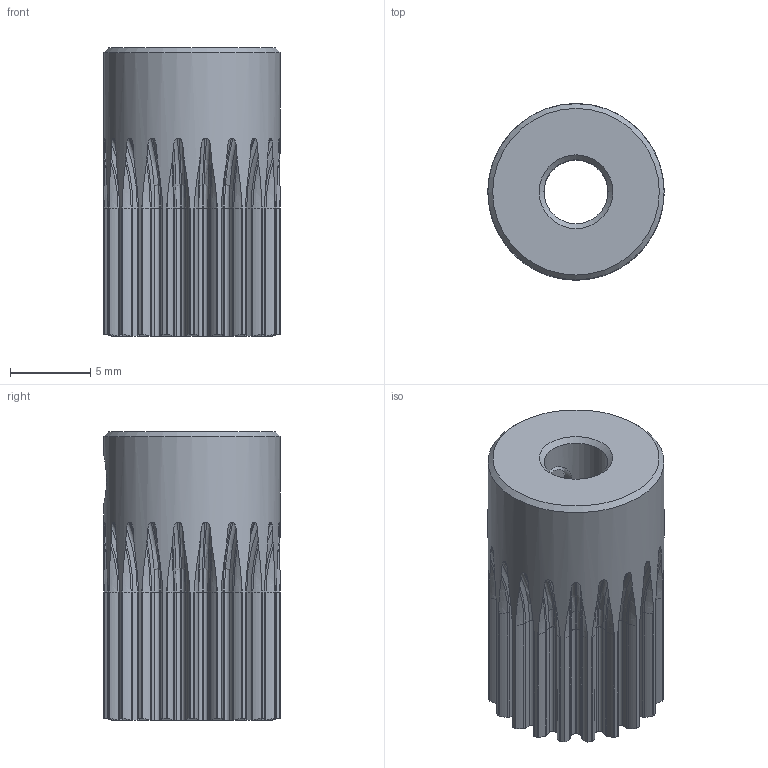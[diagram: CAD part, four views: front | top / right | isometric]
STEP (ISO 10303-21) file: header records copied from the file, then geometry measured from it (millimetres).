
FILE_DESCRIPTION(/* description */ ('STEP AP214'),/* implementation_level */ '2;1');
FILE_NAME(/* name */ 'GEAB0.5-20-8-K-4',/* time_stamp */ '2025-02-06T14:19:46+01:00',/* author */ ('License CC BY-ND 4.0'),/* organization */ ('CADENAS'),/* preprocessor_version */ 'ST-DEVELOPER v19.3',/* originating_system */ 'PARTsolutions',/* authorisation */ ' ');
FILE_SCHEMA (('AUTOMOTIVE_DESIGN {1 0 10303 214 3 1 1}'));
Length unit declared in the file: millimetre
Products named in the file (3): GEAB0.5-20-8-K-4; GEAB0.5-20-8-K-4_b; SET-SCREW3-3
Assembly tree (2 placements, depth 2):
  GEAB0.5-20-8-K-4
    GEAB0.5-20-8-K-4_b
    SET-SCREW3-3
Bounding box: 11 x 11 x 18 mm (x, y, z)
Volume: 1287.1 mm3; surface area: 1341.4 mm2
Topology: 2 solids, 2 shells, 487 faces, 1198 edges, 715 vertices
Faces by surface type: cylinder 224, torus 220, cone 27, plane 16
Full cylindrical faces by diameter (mm): 2.459 x1, 3 x1, 4 x1, 11 x1
Entity records: 14693 total; most frequent: CARTESIAN_POINT 3345, DIRECTION 2478, ORIENTED_EDGE 2366, EDGE_CURVE 1183, AXIS2_PLACEMENT_3D 1107, VERTEX_POINT 712, CIRCLE 617, FACE_BOUND 503
